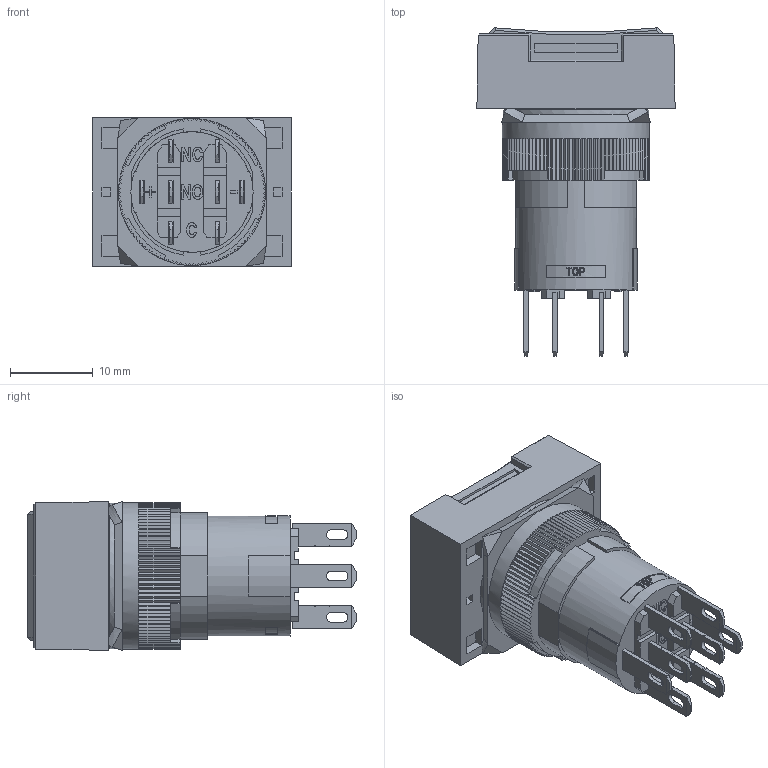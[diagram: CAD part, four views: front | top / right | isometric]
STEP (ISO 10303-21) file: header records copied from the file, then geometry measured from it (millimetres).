
FILE_DESCRIPTION( ( 'Unknown' ), '1' );
FILE_NAME( '零件1.stp', 'Unknown', ( 'Unknown' ), ( 'Unknown' ), 'XStep 1.0', 'Unknown', ' ' );
FILE_SCHEMA( ( 'automotive_design' ) );
Length unit declared in the file: millimetre
Products named in the file (1): 14
Bounding box: 24 x 39.74 x 18 mm (x, y, z)
Volume: 8331.8 mm3; surface area: 4277.2 mm2
Topology: 1 solids, 2 shells, 913 faces, 2543 edges, 1660 vertices
Faces by surface type: plane 712, cylinder 79, cone 52, extrusion 47, bspline 23
Full cylindrical faces by diameter (mm): 14.6 x1, 15.6 x1, 15.8 x1, 16 x1, 16.5 x1, 16.8 x1, 17.6 x1, 17.8 x1
Entity records: 37765 total; most frequent: CARTESIAN_POINT 7315, ORIENTED_EDGE 5056, DIRECTION 4361, EDGE_CURVE 2528, VECTOR 1965, LINE 1918, VERTEX_POINT 1653, AXIS2_PLACEMENT_3D 1198
